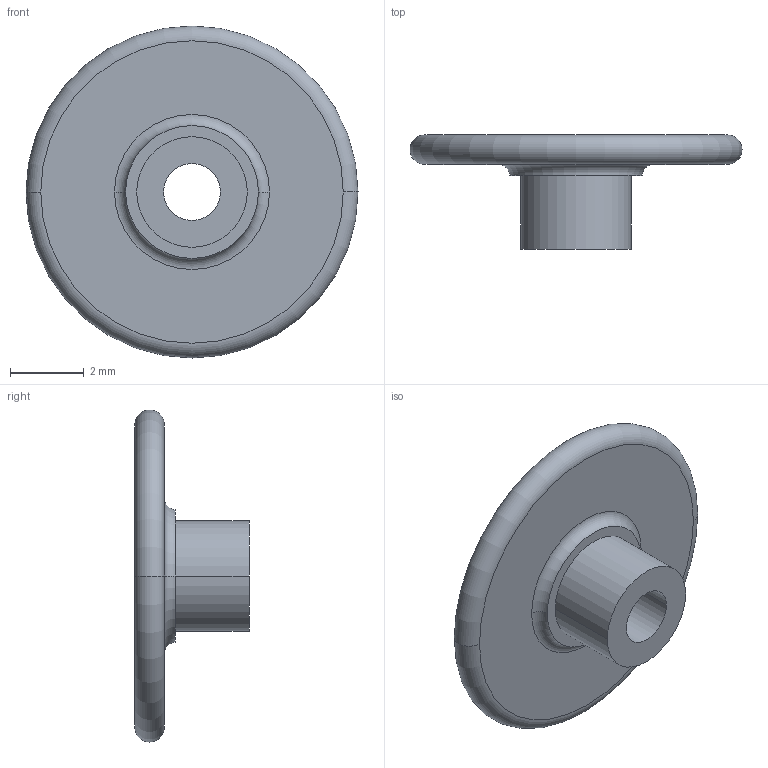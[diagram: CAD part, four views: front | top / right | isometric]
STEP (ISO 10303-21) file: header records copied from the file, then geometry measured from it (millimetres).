
FILE_DESCRIPTION(('FreeCAD Model'),'2;1');
FILE_NAME('Open CASCADE Shape Model','2022-05-10T13:59:51',(''),(''), 'Open CASCADE STEP processor 7.5','FreeCAD','Unknown');
FILE_SCHEMA(('AUTOMOTIVE_DESIGN { 1 0 10303 214 1 1 1 1 }'));
Length unit declared in the file: millimetre
Products named in the file (1): v7-couvercle-x2
Bounding box: 9 x 3.1 x 9 mm (x, y, z)
Volume: 59 mm3; surface area: 170.4 mm2
Topology: 1 solids, 1 shells, 14 faces, 28 edges, 18 vertices
Faces by surface type: torus 6, cylinder 4, plane 4
Entity records: 806 total; most frequent: CARTESIAN_POINT 189, DIRECTION 126, ORIENTED_EDGE 56, PCURVE 56, DEFINITIONAL_REPRESENTATION 56, LINE 44, VECTOR 44, AXIS2_PLACEMENT_3D 39
